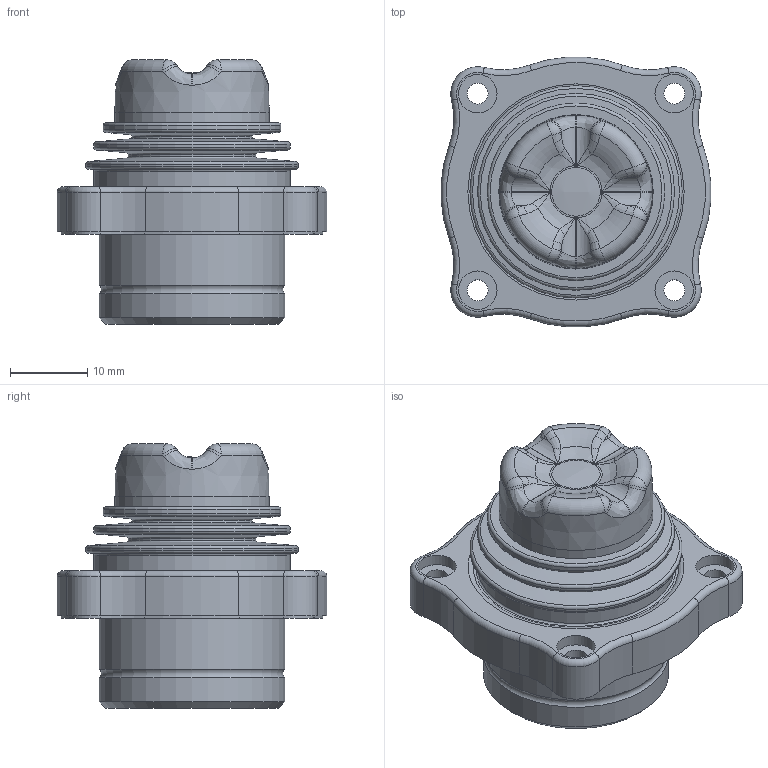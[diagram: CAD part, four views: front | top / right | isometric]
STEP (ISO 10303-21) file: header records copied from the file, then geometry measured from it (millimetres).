
FILE_DESCRIPTION(/* description */ (''),/* implementation_level */ '2;1');
FILE_NAME(/* name */ 'SK220.stp',/* time_stamp */ '2019-10-25T08:13:22+02:00',/* author */ ('mk'),/* organization */ (''),/* preprocessor_version */ 'ST-DEVELOPER v16.5',/* originating_system */ 'Autodesk Inventor 2017',/* authorisation */ '');
FILE_SCHEMA (('AUTOMOTIVE_DESIGN { 1 0 10303 214 3 1 1 }'));
Length unit declared in the file: millimetre
Products named in the file (1): 220-010
Bounding box: 34.91 x 34.91 x 34.23 mm (x, y, z)
Volume: 17282.1 mm3; surface area: 6112.8 mm2
Topology: 1 solids, 2 shells, 217 faces, 487 edges, 287 vertices
Faces by surface type: cylinder 63, bspline 60, torus 50, plane 29, sphere 9, cone 6
Full cylindrical faces by diameter (mm): 2.5 x1, 2.7 x4, 4.5 x1, 5 x4, 15.5 x1, 16.5 x1, 20 x1, 23 x1, 24 x2, 24.5 x1, 25.5 x2, 27.5 x1
Entity records: 6796 total; most frequent: CARTESIAN_POINT 2216, DIRECTION 998, ORIENTED_EDGE 878, AXIS2_PLACEMENT_3D 473, EDGE_CURVE 439, CIRCLE 287, VERTEX_POINT 279, EDGE_LOOP 278
